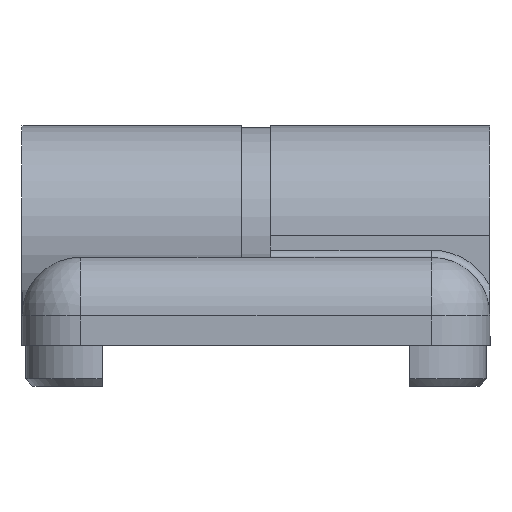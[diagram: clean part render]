
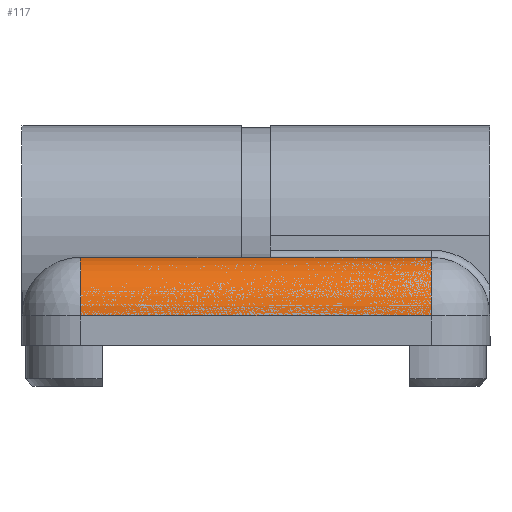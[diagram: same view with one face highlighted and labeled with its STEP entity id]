
A CAD part, left-side view. The second image highlights one B-rep face of the part: STEP entity #117.
In plain terms, the highlighted cylindrical face has radius 4 mm (diameter 8 mm), a partial arc.
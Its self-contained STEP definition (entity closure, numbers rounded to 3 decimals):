
#117 = ADVANCED_FACE('',(#118),#171,.T.);
#118 = FACE_BOUND('',#119,.T.);
#119 = EDGE_LOOP('',(#120,#130,#139,#147,#156,#164));
#120 = ORIENTED_EDGE('',*,*,#121,.F.);
#121 = EDGE_CURVE('',#122,#124,#126,.T.);
#122 = VERTEX_POINT('',#123);
#123 = CARTESIAN_POINT('',(-26.,-1.562,-1.5));
#124 = VERTEX_POINT('',#125);
#125 = CARTESIAN_POINT('',(-26.,-12.,-1.5));
#126 = LINE('',#127,#128);
#127 = CARTESIAN_POINT('',(-26.,16.,-1.5));
#128 = VECTOR('',#129,1.);
#129 = DIRECTION('',(0.,-1.,0.));
#130 = ORIENTED_EDGE('',*,*,#131,.T.);
#131 = EDGE_CURVE('',#122,#132,#134,.T.);
#132 = VERTEX_POINT('',#133);
#133 = CARTESIAN_POINT('',(-26.,1.562,-1.5));
#134 = B_SPLINE_CURVE_WITH_KNOTS('',3,(#135,#136,#137,#138),
  .UNSPECIFIED.,.F.,.F.,(4,4),(0.,0.003),
  .PIECEWISE_BEZIER_KNOTS.);
#135 = CARTESIAN_POINT('',(-26.,-1.562,-1.5));
#136 = CARTESIAN_POINT('',(-26.267,-0.536,-1.5));
#137 = CARTESIAN_POINT('',(-26.267,0.536,-1.5));
#138 = CARTESIAN_POINT('',(-26.,1.562,-1.5));
#139 = ORIENTED_EDGE('',*,*,#140,.F.);
#140 = EDGE_CURVE('',#141,#132,#143,.T.);
#141 = VERTEX_POINT('',#142);
#142 = CARTESIAN_POINT('',(-26.,12.,-1.5));
#143 = LINE('',#144,#145);
#144 = CARTESIAN_POINT('',(-26.,16.,-1.5));
#145 = VECTOR('',#146,1.);
#146 = DIRECTION('',(0.,-1.,0.));
#147 = ORIENTED_EDGE('',*,*,#148,.T.);
#148 = EDGE_CURVE('',#141,#149,#151,.T.);
#149 = VERTEX_POINT('',#150);
#150 = CARTESIAN_POINT('',(-30.,12.,-5.5));
#151 = CIRCLE('',#152,4.);
#152 = AXIS2_PLACEMENT_3D('',#153,#154,#155);
#153 = CARTESIAN_POINT('',(-26.,12.,-5.5));
#154 = DIRECTION('',(0.,-1.,0.));
#155 = DIRECTION('',(1.,0.,0.));
#156 = ORIENTED_EDGE('',*,*,#157,.T.);
#157 = EDGE_CURVE('',#149,#158,#160,.T.);
#158 = VERTEX_POINT('',#159);
#159 = CARTESIAN_POINT('',(-30.,-12.,-5.5));
#160 = LINE('',#161,#162);
#161 = CARTESIAN_POINT('',(-30.,16.,-5.5));
#162 = VECTOR('',#163,1.);
#163 = DIRECTION('',(0.,-1.,0.));
#164 = ORIENTED_EDGE('',*,*,#165,.T.);
#165 = EDGE_CURVE('',#158,#124,#166,.T.);
#166 = CIRCLE('',#167,4.);
#167 = AXIS2_PLACEMENT_3D('',#168,#169,#170);
#168 = CARTESIAN_POINT('',(-26.,-12.,-5.5));
#169 = DIRECTION('',(0.,1.,0.));
#170 = DIRECTION('',(-1.,0.,0.));
#171 = CYLINDRICAL_SURFACE('',#172,4.);
#172 = AXIS2_PLACEMENT_3D('',#173,#174,#175);
#173 = CARTESIAN_POINT('',(-26.,16.,-5.5));
#174 = DIRECTION('',(0.,-1.,0.));
#175 = DIRECTION('',(1.,0.,0.));
